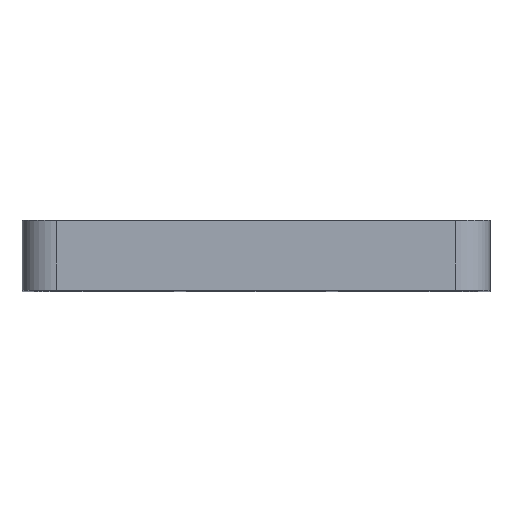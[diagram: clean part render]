
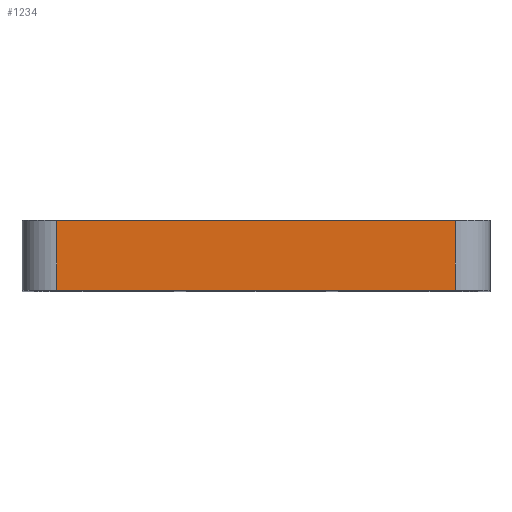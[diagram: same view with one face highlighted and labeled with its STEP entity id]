
A CAD part, top view. The second image highlights one B-rep face of the part: STEP entity #1234.
In plain terms, the highlighted planar face has unit normal (0, 0, 1).
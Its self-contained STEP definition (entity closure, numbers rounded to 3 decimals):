
#314=CARTESIAN_POINT('',(170.75,-3.0,298.0));
#315=VERTEX_POINT('',#314);
#323=CARTESIAN_POINT('',(-170.75,-3.0,298.0));
#324=VERTEX_POINT('',#323);
#325=CARTESIAN_POINT('',(170.75,-3.0,298.0));
#326=DIRECTION('',(-1.0,0.0,0.0));
#327=VECTOR('',#326,341.5);
#328=LINE('',#325,#327);
#329=EDGE_CURVE('',#315,#324,#328,.T.);
#875=CARTESIAN_POINT('',(-170.75,57.0,298.0));
#876=VERTEX_POINT('',#875);
#884=CARTESIAN_POINT('',(170.75,57.0,298.0));
#885=VERTEX_POINT('',#884);
#886=CARTESIAN_POINT('',(-170.75,57.0,298.0));
#887=DIRECTION('',(1.0,0.0,0.0));
#888=VECTOR('',#887,341.5);
#889=LINE('',#886,#888);
#890=EDGE_CURVE('',#876,#885,#889,.T.);
#1158=CARTESIAN_POINT('',(170.75,57.0,298.0));
#1159=DIRECTION('',(0.0,-1.0,0.0));
#1160=VECTOR('',#1159,60.0);
#1161=LINE('',#1158,#1160);
#1162=EDGE_CURVE('',#885,#315,#1161,.T.);
#1214=CARTESIAN_POINT('',(-170.75,-3.0,298.0));
#1215=DIRECTION('',(0.0,1.0,0.0));
#1216=VECTOR('',#1215,60.0);
#1217=LINE('',#1214,#1216);
#1218=EDGE_CURVE('',#324,#876,#1217,.T.);
#1223=CARTESIAN_POINT('',(-200.75,0.0,298.0));
#1224=DIRECTION('',(0.0,0.0,1.0));
#1225=DIRECTION('',(1.0,0.0,0.0));
#1226=AXIS2_PLACEMENT_3D('',#1223,#1224,#1225);
#1227=PLANE('',#1226);
#1228=ORIENTED_EDGE('',*,*,#1162,.F.);
#1229=ORIENTED_EDGE('',*,*,#890,.F.);
#1230=ORIENTED_EDGE('',*,*,#1218,.F.);
#1231=ORIENTED_EDGE('',*,*,#329,.F.);
#1232=EDGE_LOOP('',(#1228,#1229,#1230,#1231));
#1233=FACE_OUTER_BOUND('',#1232,.T.);
#1234=ADVANCED_FACE('',(#1233),#1227,.T.);
